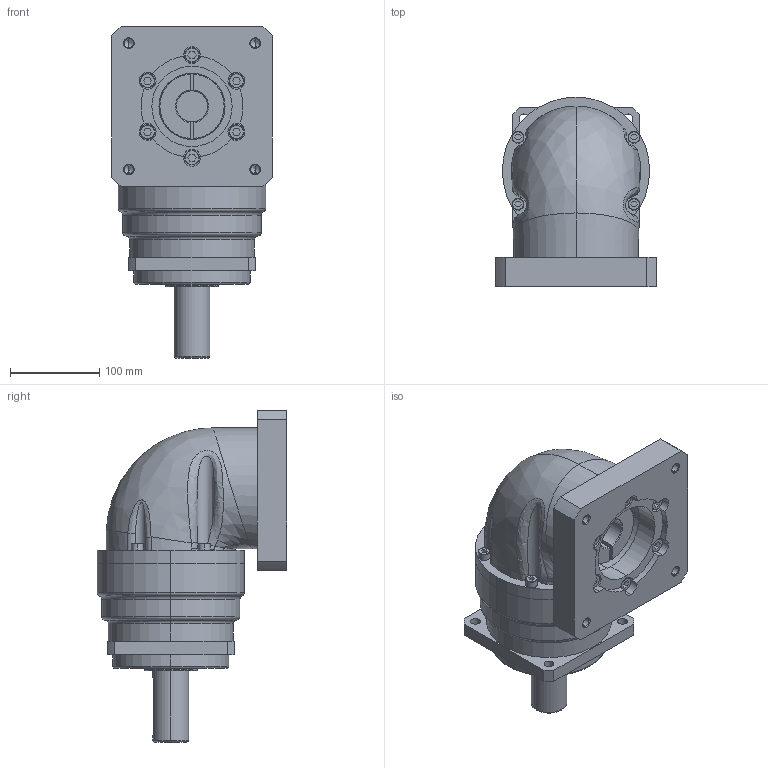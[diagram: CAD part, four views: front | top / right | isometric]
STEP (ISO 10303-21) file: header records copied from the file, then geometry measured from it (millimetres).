
FILE_DESCRIPTION((''),'2;1');
FILE_NAME('EVB142-L1-S2_ASM','2022-06-14T11:16:40',('Administrator'),(''),'CREO PARAMETRIC BY PTC INC, 2019010','CREO PARAMETRIC BY PTC INC, 2019010','');
FILE_SCHEMA(('CONFIG_CONTROL_DESIGN'));
Length unit declared in the file: millimetre
Products named in the file (4): __10001; M16_1000; EVB142-L1-S2_1_ASM; EVB142-L1-S2_ASM
Assembly tree (3 placements, depth 3):
  EVB142-L1-S2_ASM
    EVB142-L1-S2_1_ASM
      __10001
      M16_1000
Bounding box: 180 x 212.5 x 371.9 mm (x, y, z)
Volume: 5383659.1 mm3; surface area: 343272.2 mm2
Topology: 2 solids, 2 shells, 302 faces, 745 edges, 471 vertices
Faces by surface type: plane 119, cylinder 95, torus 32, bspline 32, cone 24
Entity records: 13302 total; most frequent: CARTESIAN_POINT 6111, DIRECTION 1481, ORIENTED_EDGE 1466, EDGE_CURVE 733, AXIS2_PLACEMENT_3D 564, VERTEX_POINT 471, VECTOR 353, LINE 353
